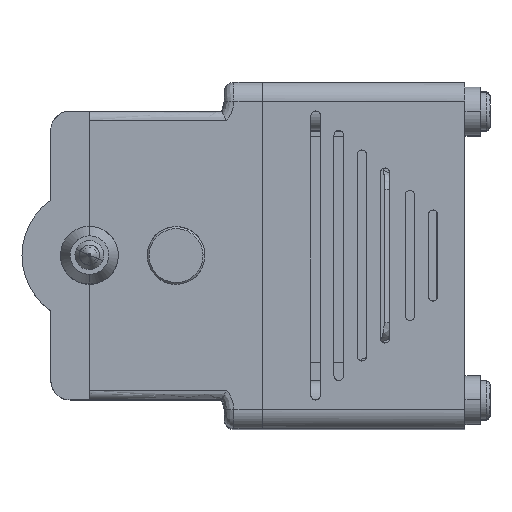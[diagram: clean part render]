
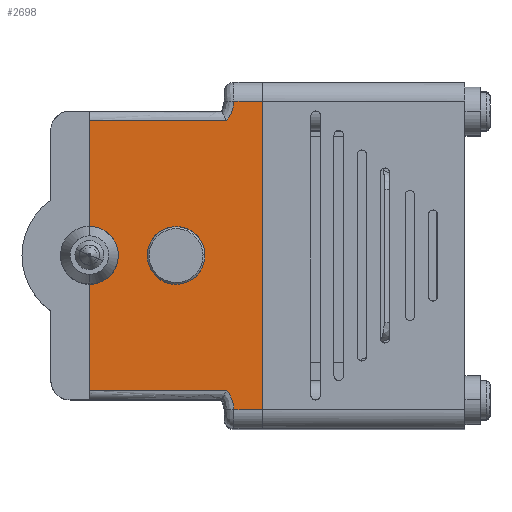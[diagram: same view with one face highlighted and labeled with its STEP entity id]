
A CAD part, top view. The second image highlights one B-rep face of the part: STEP entity #2698.
In plain terms, the highlighted free-form (B-spline) face has degree [1, 1] with [2, 2] control points.
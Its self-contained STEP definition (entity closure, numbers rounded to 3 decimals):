
#1311 = VERTEX_POINT('',#1312);
#1312 = CARTESIAN_POINT('',(-11.78,0.,176.705));
#1317 = EDGE_CURVE('',#1311,#1318,#1320,.T.);
#1318 = VERTEX_POINT('',#1319);
#1319 = CARTESIAN_POINT('',(-47.121,0.,
    176.705));
#1320 = ( BOUNDED_CURVE() B_SPLINE_CURVE(2,(#1321,#1322,#1323,#1324,
#1325),.UNSPECIFIED.,.F.,.F.) B_SPLINE_CURVE_WITH_KNOTS((3,2,3),(
    3.142,4.712,6.283),
.PIECEWISE_BEZIER_KNOTS.) CURVE() GEOMETRIC_REPRESENTATION_ITEM() 
RATIONAL_B_SPLINE_CURVE((1.,0.707,1.,0.707,1.)) 
REPRESENTATION_ITEM('') );
#1321 = CARTESIAN_POINT('',(-11.78,0.,
    176.705));
#1322 = CARTESIAN_POINT('',(-11.78,-17.67,
    176.705));
#1323 = CARTESIAN_POINT('',(-29.451,-17.67,
    176.705));
#1324 = CARTESIAN_POINT('',(-47.121,-17.67,
    176.705));
#1325 = CARTESIAN_POINT('',(-47.121,0.,
    176.705));
#1487 = VERTEX_POINT('',#1488);
#1488 = CARTESIAN_POINT('',(-82.462,17.67,
    176.705));
#1493 = EDGE_CURVE('',#1494,#1487,#1496,.T.);
#1494 = VERTEX_POINT('',#1495);
#1495 = CARTESIAN_POINT('',(-64.792,0.,176.705));
#1496 = ( BOUNDED_CURVE() B_SPLINE_CURVE(2,(#1497,#1498,#1499),
.UNSPECIFIED.,.F.,.F.) B_SPLINE_CURVE_WITH_KNOTS((3,3),(0.,
1.571),.PIECEWISE_BEZIER_KNOTS.) CURVE() 
GEOMETRIC_REPRESENTATION_ITEM() RATIONAL_B_SPLINE_CURVE((1.,
0.707,1.)) REPRESENTATION_ITEM('') );
#1497 = CARTESIAN_POINT('',(-64.792,0.,176.705));
#1498 = CARTESIAN_POINT('',(-64.792,17.67,
    176.705));
#1499 = CARTESIAN_POINT('',(-82.462,17.67,
    176.705));
#2070 = VERTEX_POINT('',#2071);
#2071 = CARTESIAN_POINT('',(23.561,94.243,
    176.705));
#2077 = EDGE_CURVE('',#2070,#2078,#2080,.T.);
#2078 = VERTEX_POINT('',#2079);
#2079 = CARTESIAN_POINT('',(23.561,-94.243,
    176.705));
#2080 = B_SPLINE_CURVE_WITH_KNOTS('',1,(#2081,#2082),.UNSPECIFIED.,.F.,
  .F.,(2,2),(10.,170.),.PIECEWISE_BEZIER_KNOTS.);
#2081 = CARTESIAN_POINT('',(23.561,94.243,
    176.705));
#2082 = CARTESIAN_POINT('',(23.561,-94.243,
    176.705));
#2628 = VERTEX_POINT('',#2629);
#2629 = CARTESIAN_POINT('',(-82.462,-82.462,
    176.705));
#2635 = EDGE_CURVE('',#2636,#2628,#2638,.T.);
#2636 = VERTEX_POINT('',#2637);
#2637 = CARTESIAN_POINT('',(-82.462,-17.67,
    176.705));
#2638 = B_SPLINE_CURVE_WITH_KNOTS('',1,(#2639,#2640),.UNSPECIFIED.,.F.,
  .F.,(2,2),(90.,145.),.PIECEWISE_BEZIER_KNOTS.);
#2639 = CARTESIAN_POINT('',(-82.462,-17.67,
    176.705));
#2640 = CARTESIAN_POINT('',(-82.462,-82.462,
    176.705));
#2670 = EDGE_CURVE('',#2636,#1494,#2671,.T.);
#2671 = ( BOUNDED_CURVE() B_SPLINE_CURVE(2,(#2672,#2673,#2674),
.UNSPECIFIED.,.F.,.F.) B_SPLINE_CURVE_WITH_KNOTS((3,3),(4.712,
6.283),.PIECEWISE_BEZIER_KNOTS.) CURVE() 
GEOMETRIC_REPRESENTATION_ITEM() RATIONAL_B_SPLINE_CURVE((1.,
0.707,1.)) REPRESENTATION_ITEM('') );
#2672 = CARTESIAN_POINT('',(-82.462,-17.67,
    176.705));
#2673 = CARTESIAN_POINT('',(-64.792,-17.67,
    176.705));
#2674 = CARTESIAN_POINT('',(-64.792,0.,
    176.705));
#2698 = ADVANCED_FACE('',(#2699,#2710),#2763,.F.);
#2699 = FACE_BOUND('',#2700,.T.);
#2700 = EDGE_LOOP('',(#2701,#2702));
#2701 = ORIENTED_EDGE('',*,*,#1317,.T.);
#2702 = ORIENTED_EDGE('',*,*,#2703,.T.);
#2703 = EDGE_CURVE('',#1318,#1311,#2704,.T.);
#2704 = ( BOUNDED_CURVE() B_SPLINE_CURVE(2,(#2705,#2706,#2707,#2708,
#2709),.UNSPECIFIED.,.F.,.F.) B_SPLINE_CURVE_WITH_KNOTS((3,2,3),(0.,
1.571,3.142),.PIECEWISE_BEZIER_KNOTS.) CURVE() 
GEOMETRIC_REPRESENTATION_ITEM() RATIONAL_B_SPLINE_CURVE((1.,
0.707,1.,0.707,1.)) REPRESENTATION_ITEM('') );
#2705 = CARTESIAN_POINT('',(-47.121,0.,176.705));
#2706 = CARTESIAN_POINT('',(-47.121,17.67,
    176.705));
#2707 = CARTESIAN_POINT('',(-29.451,17.67,
    176.705));
#2708 = CARTESIAN_POINT('',(-11.78,17.67,
    176.705));
#2709 = CARTESIAN_POINT('',(-11.78,0.,
    176.705));
#2710 = FACE_BOUND('',#2711,.T.);
#2711 = EDGE_LOOP('',(#2712,#2719,#2727,#2732,#2733,#2740,#2748,#2755,
    #2760,#2761,#2762));
#2712 = ORIENTED_EDGE('',*,*,#2713,.T.);
#2713 = EDGE_CURVE('',#2628,#2714,#2716,.T.);
#2714 = VERTEX_POINT('',#2715);
#2715 = CARTESIAN_POINT('',(1.39,-82.462,
    176.705));
#2716 = B_SPLINE_CURVE_WITH_KNOTS('',1,(#2717,#2718),.UNSPECIFIED.,.F.,
  .F.,(2,2),(-68.66,2.52),.PIECEWISE_BEZIER_KNOTS.);
#2717 = CARTESIAN_POINT('',(-82.462,-82.462,
    176.705));
#2718 = CARTESIAN_POINT('',(1.39,-82.462,
    176.705));
#2719 = ORIENTED_EDGE('',*,*,#2720,.T.);
#2720 = EDGE_CURVE('',#2714,#2721,#2723,.T.);
#2721 = VERTEX_POINT('',#2722);
#2722 = CARTESIAN_POINT('',(5.89,-94.243,
    176.705));
#2723 = ( BOUNDED_CURVE() B_SPLINE_CURVE(2,(#2724,#2725,#2726),
.UNSPECIFIED.,.F.,.F.) B_SPLINE_CURVE_WITH_KNOTS((3,3),(2.412,
3.142),.PIECEWISE_BEZIER_KNOTS.) CURVE() 
GEOMETRIC_REPRESENTATION_ITEM() RATIONAL_B_SPLINE_CURVE((1.,
0.934,1.)) REPRESENTATION_ITEM('') );
#2724 = CARTESIAN_POINT('',(1.39,-82.462,
    176.705));
#2725 = CARTESIAN_POINT('',(5.89,-87.493,
    176.705));
#2726 = CARTESIAN_POINT('',(5.89,-94.243,
    176.705));
#2727 = ORIENTED_EDGE('',*,*,#2728,.T.);
#2728 = EDGE_CURVE('',#2721,#2078,#2729,.T.);
#2729 = B_SPLINE_CURVE_WITH_KNOTS('',1,(#2730,#2731),.UNSPECIFIED.,.F.,
  .F.,(2,2),(-15.,0.),.PIECEWISE_BEZIER_KNOTS.);
#2730 = CARTESIAN_POINT('',(5.89,-94.243,
    176.705));
#2731 = CARTESIAN_POINT('',(23.561,-94.243,
    176.705));
#2732 = ORIENTED_EDGE('',*,*,#2077,.F.);
#2733 = ORIENTED_EDGE('',*,*,#2734,.T.);
#2734 = EDGE_CURVE('',#2070,#2735,#2737,.T.);
#2735 = VERTEX_POINT('',#2736);
#2736 = CARTESIAN_POINT('',(5.89,94.243,
    176.705));
#2737 = B_SPLINE_CURVE_WITH_KNOTS('',1,(#2738,#2739),.UNSPECIFIED.,.F.,
  .F.,(2,2),(-20.,-5.),.PIECEWISE_BEZIER_KNOTS.);
#2738 = CARTESIAN_POINT('',(23.561,94.243,
    176.705));
#2739 = CARTESIAN_POINT('',(5.89,94.243,
    176.705));
#2740 = ORIENTED_EDGE('',*,*,#2741,.T.);
#2741 = EDGE_CURVE('',#2735,#2742,#2744,.T.);
#2742 = VERTEX_POINT('',#2743);
#2743 = CARTESIAN_POINT('',(1.39,82.462,
    176.705));
#2744 = ( BOUNDED_CURVE() B_SPLINE_CURVE(2,(#2745,#2746,#2747),
.UNSPECIFIED.,.F.,.F.) B_SPLINE_CURVE_WITH_KNOTS((3,3),(3.142,
3.871),.PIECEWISE_BEZIER_KNOTS.) CURVE() 
GEOMETRIC_REPRESENTATION_ITEM() RATIONAL_B_SPLINE_CURVE((1.,
0.934,1.)) REPRESENTATION_ITEM('') );
#2745 = CARTESIAN_POINT('',(5.89,94.243,
    176.705));
#2746 = CARTESIAN_POINT('',(5.89,87.493,
    176.705));
#2747 = CARTESIAN_POINT('',(1.39,82.462,
    176.705));
#2748 = ORIENTED_EDGE('',*,*,#2749,.T.);
#2749 = EDGE_CURVE('',#2742,#2750,#2752,.T.);
#2750 = VERTEX_POINT('',#2751);
#2751 = CARTESIAN_POINT('',(-82.462,82.462,
    176.705));
#2752 = B_SPLINE_CURVE_WITH_KNOTS('',1,(#2753,#2754),.UNSPECIFIED.,.F.,
  .F.,(2,2),(-71.18,0.),.PIECEWISE_BEZIER_KNOTS.);
#2753 = CARTESIAN_POINT('',(1.39,82.462,
    176.705));
#2754 = CARTESIAN_POINT('',(-82.462,82.462,
    176.705));
#2755 = ORIENTED_EDGE('',*,*,#2756,.T.);
#2756 = EDGE_CURVE('',#2750,#1487,#2757,.T.);
#2757 = B_SPLINE_CURVE_WITH_KNOTS('',1,(#2758,#2759),.UNSPECIFIED.,.F.,
  .F.,(2,2),(5.,60.),.PIECEWISE_BEZIER_KNOTS.);
#2758 = CARTESIAN_POINT('',(-82.462,82.462,
    176.705));
#2759 = CARTESIAN_POINT('',(-82.462,17.67,
    176.705));
#2760 = ORIENTED_EDGE('',*,*,#1493,.F.);
#2761 = ORIENTED_EDGE('',*,*,#2670,.F.);
#2762 = ORIENTED_EDGE('',*,*,#2635,.T.);
#2763 = B_SPLINE_SURFACE_WITH_KNOTS('',1,1,(
    (#2764,#2765)
    ,(#2766,#2767
    )),.UNSPECIFIED.,.F.,.F.,.F.,(2,2),(2,2),(-0.,90.),(-170.,-10.),
  .PIECEWISE_BEZIER_KNOTS.);
#2764 = CARTESIAN_POINT('',(23.561,-94.243,
    176.705));
#2765 = CARTESIAN_POINT('',(23.561,94.243,
    176.705));
#2766 = CARTESIAN_POINT('',(-82.462,-94.243,
    176.705));
#2767 = CARTESIAN_POINT('',(-82.462,94.243,
    176.705));
